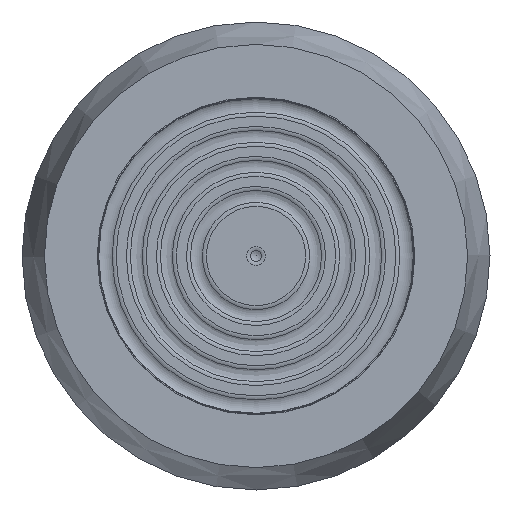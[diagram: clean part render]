
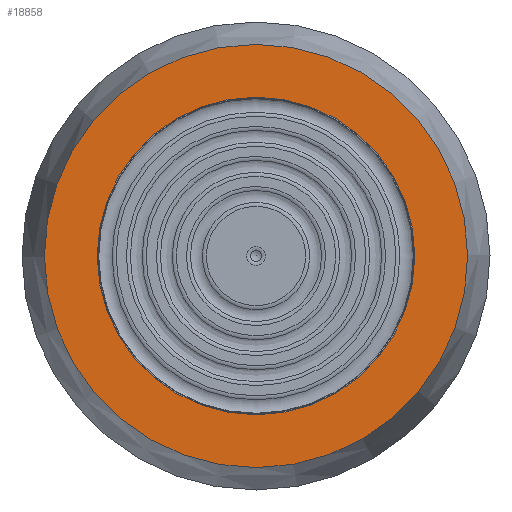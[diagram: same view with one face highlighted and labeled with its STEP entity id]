
A CAD part, left-side view. The second image highlights one B-rep face of the part: STEP entity #18858.
In plain terms, the highlighted planar face has unit normal (-1, 0, 0).
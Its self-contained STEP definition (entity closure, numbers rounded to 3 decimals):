
#276=FACE_BOUND('',#3232,.T.);
#1043=PLANE('',#19918);
#2120=FACE_OUTER_BOUND('',#3231,.T.);
#3231=EDGE_LOOP('',(#17499));
#3232=EDGE_LOOP('',(#17500));
#3697=CIRCLE('',#19910,19.);
#3702=CIRCLE('',#19919,25.321);
#9006=VERTEX_POINT('',#59569);
#9009=VERTEX_POINT('',#59582);
#11846=EDGE_CURVE('',#9006,#9006,#3697,.T.);
#11852=EDGE_CURVE('',#9009,#9009,#3702,.T.);
#17499=ORIENTED_EDGE('',*,*,#11852,.F.);
#17500=ORIENTED_EDGE('',*,*,#11846,.T.);
#18858=ADVANCED_FACE('',(#2120,#276),#1043,.T.);
#19910=AXIS2_PLACEMENT_3D('',#59570,#22846,#22847);
#19918=AXIS2_PLACEMENT_3D('',#59581,#22863,#22864);
#19919=AXIS2_PLACEMENT_3D('',#59583,#22865,#22866);
#22846=DIRECTION('center_axis',(1.,0.,0.));
#22847=DIRECTION('ref_axis',(0.,1.,0.));
#22863=DIRECTION('center_axis',(-1.,0.,0.));
#22864=DIRECTION('ref_axis',(0.,0.,1.));
#22865=DIRECTION('center_axis',(1.,0.,0.));
#22866=DIRECTION('ref_axis',(0.,0.,-1.));
#59569=CARTESIAN_POINT('',(-37.,-19.,0.));
#59570=CARTESIAN_POINT('Origin',(-37.,0.,0.));
#59581=CARTESIAN_POINT('Origin',(-37.,25.321,0.));
#59582=CARTESIAN_POINT('',(-37.,-25.321,0.));
#59583=CARTESIAN_POINT('Origin',(-37.,0.,0.));
